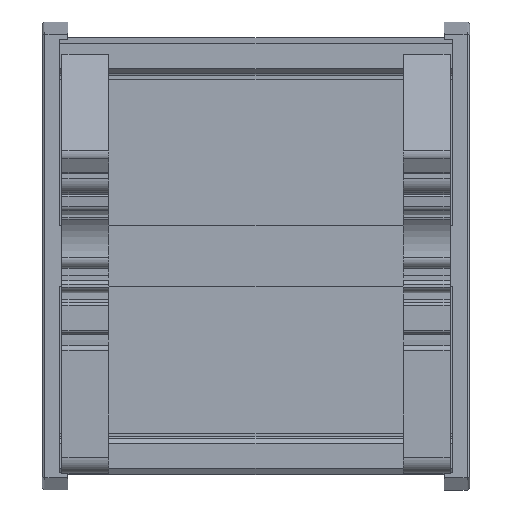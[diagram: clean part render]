
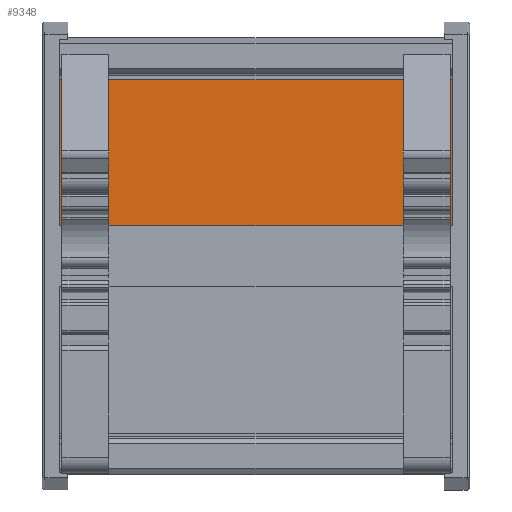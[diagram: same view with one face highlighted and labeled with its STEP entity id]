
A CAD part, front view. The second image highlights one B-rep face of the part: STEP entity #9348.
In plain terms, the highlighted planar face has unit normal (0, -1, 0).
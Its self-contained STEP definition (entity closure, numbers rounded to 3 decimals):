
#9292=CARTESIAN_POINT('',(-530.109,-523.966,77.2));
#9293=VERTEX_POINT('',#9292);
#9300=CARTESIAN_POINT('',(-530.109,-523.966,0.0));
#9301=VERTEX_POINT('',#9300);
#9302=CARTESIAN_POINT('',(-530.109,-523.966,0.0));
#9303=DIRECTION('',(0.0,0.0,1.0));
#9304=VECTOR('',#9303,77.2);
#9305=LINE('',#9302,#9304);
#9306=EDGE_CURVE('',#9301,#9293,#9305,.T.);
#9318=CARTESIAN_POINT('',(-530.109,-523.966,0.0));
#9319=DIRECTION('',(0.0,-1.0,0.0));
#9320=DIRECTION('',(0.0,0.0,-1.0));
#9321=AXIS2_PLACEMENT_3D('',#9318,#9319,#9320);
#9322=PLANE('',#9321);
#9323=CARTESIAN_POINT('',(-558.93,-523.966,77.2));
#9324=VERTEX_POINT('',#9323);
#9325=CARTESIAN_POINT('',(-530.109,-523.966,77.2));
#9326=DIRECTION('',(-1.0,0.0,0.0));
#9327=VECTOR('',#9326,28.821);
#9328=LINE('',#9325,#9327);
#9329=EDGE_CURVE('',#9293,#9324,#9328,.T.);
#9330=ORIENTED_EDGE('',*,*,#9329,.T.);
#9331=CARTESIAN_POINT('',(-558.93,-523.966,0.0));
#9332=VERTEX_POINT('',#9331);
#9333=CARTESIAN_POINT('',(-558.93,-523.966,0.0));
#9334=DIRECTION('',(0.0,0.0,1.0));
#9335=VECTOR('',#9334,77.2);
#9336=LINE('',#9333,#9335);
#9337=EDGE_CURVE('',#9332,#9324,#9336,.T.);
#9338=ORIENTED_EDGE('',*,*,#9337,.F.);
#9339=CARTESIAN_POINT('',(-558.93,-523.966,0.0));
#9340=DIRECTION('',(1.0,0.0,0.0));
#9341=VECTOR('',#9340,28.821);
#9342=LINE('',#9339,#9341);
#9343=EDGE_CURVE('',#9332,#9301,#9342,.T.);
#9344=ORIENTED_EDGE('',*,*,#9343,.T.);
#9345=ORIENTED_EDGE('',*,*,#9306,.T.);
#9346=EDGE_LOOP('',(#9330,#9338,#9344,#9345));
#9347=FACE_OUTER_BOUND('',#9346,.T.);
#9348=ADVANCED_FACE('',(#9347),#9322,.T.);
